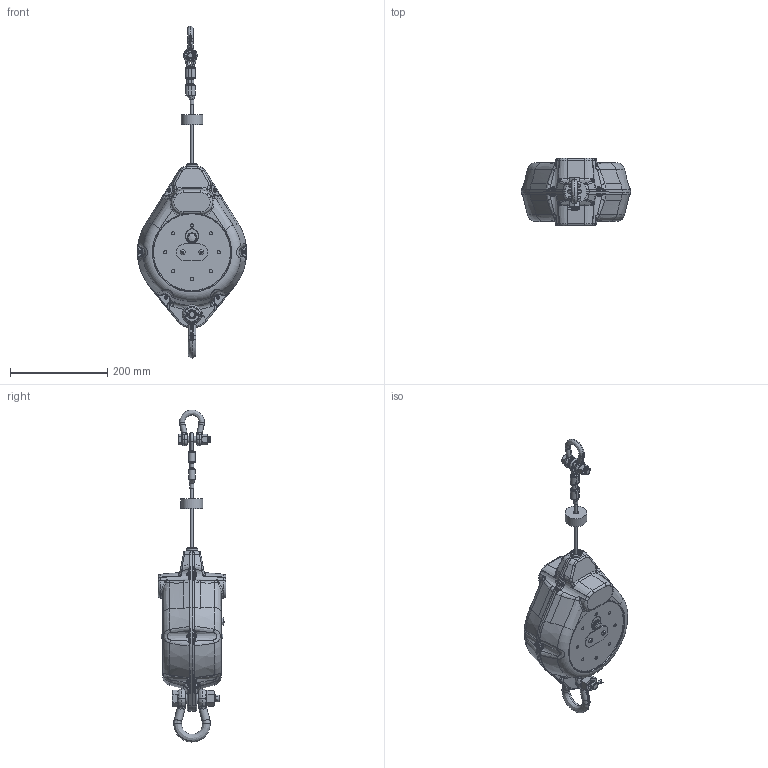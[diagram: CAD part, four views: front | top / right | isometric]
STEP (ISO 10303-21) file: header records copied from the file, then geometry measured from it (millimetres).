
FILE_DESCRIPTION(/* description */ (''),/* implementation_level */ '2;1');
FILE_NAME(/* name */ 'GSE150-14G GUARD.stp',/* time_stamp */ '2022-04-21T10:56:31+01:00',/* author */ ('Simon.Lewis'),/* organization */ (''),/* preprocessor_version */ 'ST-DEVELOPER v18.1',/* originating_system */ 'Autodesk Inventor 2022',/* authorisation */ '');
FILE_SCHEMA (('AUTOMOTIVE_DESIGN { 1 0 10303 214 3 1 1 }'));
Products named in the file (1): GSE150-14G GUARD_Simplify_1
Bounding box: 224.1 x 139 x 682.03 mm (x, y, z)
Volume: 1423677.5 mm3; surface area: 389800 mm2
Topology: 10 solids, 10 shells, 2519 faces, 6407 edges, 3938 vertices
Faces by surface type: bspline 888, plane 770, cylinder 432, cone 277, torus 146, sphere 6
Full cylindrical faces by diameter (mm): 4 x6, 4.134 x4, 5 x5, 5.95 x6, 6 x1, 6.647 x8, 7 x6, 7.323 x8, 8 x10, 8.1 x1, 9.5 x4, 10 x1, 10.5 x1, 11.32 x1, 11.4 x8, 11.445 x1, 18 x2, 18.1 x2, 19.5 x3, 20 x1, 24 x2, 32 x2, 45 x1, 75 x1, 95 x1, 156 x1
Entity records: 108679 total; most frequent: CARTESIAN_POINT 55688, ORIENTED_EDGE 12702, DIRECTION 8660, EDGE_CURVE 6351, VERTEX_POINT 3938, AXIS2_PLACEMENT_3D 3324, EDGE_LOOP 2633, FACE_OUTER_BOUND 2519
